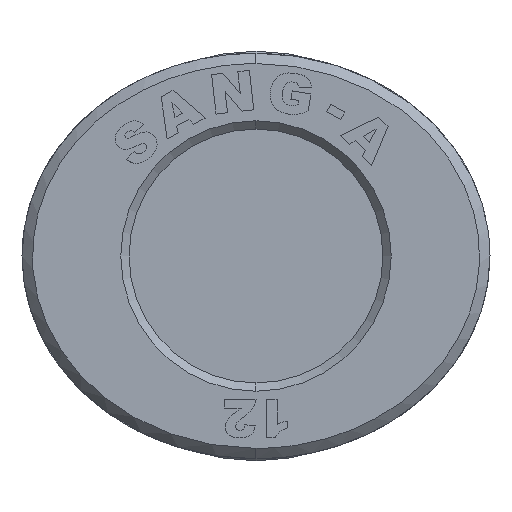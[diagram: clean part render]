
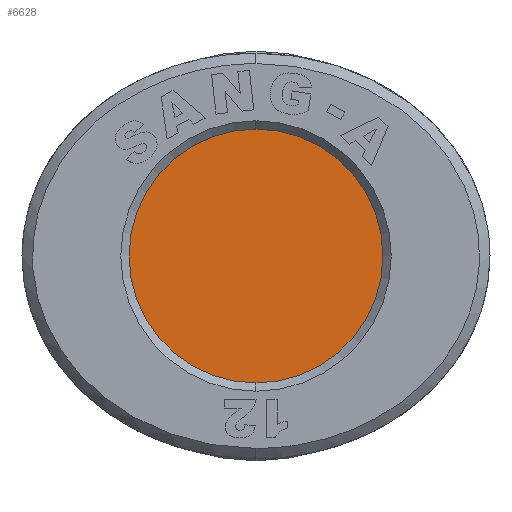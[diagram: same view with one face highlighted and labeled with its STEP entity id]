
A CAD part, left-side view. The second image highlights one B-rep face of the part: STEP entity #6628.
In plain terms, the highlighted planar face has unit normal (-1, 0, 0).
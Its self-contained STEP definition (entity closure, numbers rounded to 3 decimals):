
#929 = CARTESIAN_POINT ( 'NONE',  ( -17.928, 0., 0. ) ) ;
#1016 = DIRECTION ( 'NONE',  ( 0., 0., -1. ) ) ;
#1024 = CIRCLE ( 'NONE', #1324, 6.1 ) ;
#1324 = AXIS2_PLACEMENT_3D ( 'NONE', #929, #4852, #1016 ) ;
#1954 = AXIS2_PLACEMENT_3D ( 'NONE', #8917, #17141, #24938 ) ;
#2236 = VERTEX_POINT ( 'NONE', #10190 ) ;
#3906 = EDGE_CURVE ( 'NONE', #25414, #2236, #1024, .T. ) ;
#4852 = DIRECTION ( 'NONE',  ( -1., 0., 0. ) ) ;
#6628 = ADVANCED_FACE ( 'NONE', ( #7641 ), #8287, .F. ) ;
#7641 = FACE_OUTER_BOUND ( 'NONE', #23730, .T. ) ;
#7663 = ORIENTED_EDGE ( 'NONE', *, *, #14551, .T. ) ;
#8287 = PLANE ( 'NONE',  #25585 ) ;
#8460 = DIRECTION ( 'NONE',  ( 0., 0., -1. ) ) ;
#8917 = CARTESIAN_POINT ( 'NONE',  ( -17.928, 0., 0. ) ) ;
#10190 = CARTESIAN_POINT ( 'NONE',  ( -17.928, 0., -6.1 ) ) ;
#11198 = ORIENTED_EDGE ( 'NONE', *, *, #3906, .T. ) ;
#14313 = CARTESIAN_POINT ( 'NONE',  ( -17.928, 0., 0. ) ) ;
#14551 = EDGE_CURVE ( 'NONE', #2236, #25414, #25905, .T. ) ;
#17141 = DIRECTION ( 'NONE',  ( -1., 0., 0. ) ) ;
#19802 = CARTESIAN_POINT ( 'NONE',  ( -17.928, 0., 6.1 ) ) ;
#22306 = DIRECTION ( 'NONE',  ( 1., 0., 0. ) ) ;
#23730 = EDGE_LOOP ( 'NONE', ( #7663, #11198 ) ) ;
#24938 = DIRECTION ( 'NONE',  ( 0., 0., -1. ) ) ;
#25414 = VERTEX_POINT ( 'NONE', #19802 ) ;
#25585 = AXIS2_PLACEMENT_3D ( 'NONE', #14313, #22306, #8460 ) ;
#25905 = CIRCLE ( 'NONE', #1954, 6.1 ) ;
